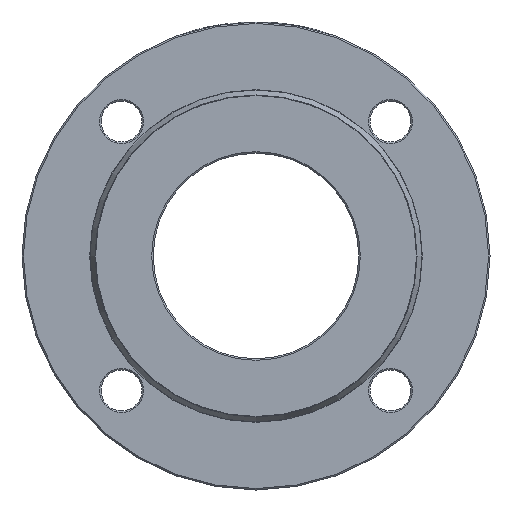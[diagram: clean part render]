
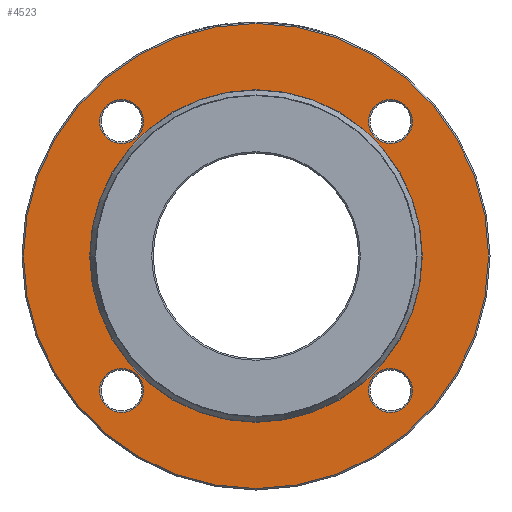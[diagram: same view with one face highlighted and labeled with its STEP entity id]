
A CAD part, left-side view. The second image highlights one B-rep face of the part: STEP entity #4523.
In plain terms, the highlighted planar face has unit normal (-1, 0, 0).
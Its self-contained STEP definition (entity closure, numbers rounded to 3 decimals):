
#37 = DIRECTION ( 'NONE',  ( 0., 0., -1. ) ) ;
#103 = EDGE_LOOP ( 'NONE', ( #2803 ) ) ;
#199 = FACE_BOUND ( 'NONE', #103, .T. ) ;
#215 = DIRECTION ( 'NONE',  ( 0., 1., 0. ) ) ;
#418 = EDGE_LOOP ( 'NONE', ( #4728 ) ) ;
#428 = AXIS2_PLACEMENT_3D ( 'NONE', #2088, #2162, #215 ) ;
#464 = DIRECTION ( 'NONE',  ( 0., 0., -1. ) ) ;
#471 = DIRECTION ( 'NONE',  ( 1., 0., 0. ) ) ;
#544 = CIRCLE ( 'NONE', #3365, 56.848 ) ;
#563 = FACE_OUTER_BOUND ( 'NONE', #1722, .T. ) ;
#682 = VERTEX_POINT ( 'NONE', #4034 ) ;
#763 = VERTEX_POINT ( 'NONE', #2519 ) ;
#770 = DIRECTION ( 'NONE',  ( 1., 0., 0. ) ) ;
#793 = DIRECTION ( 'NONE',  ( 1., 0., 0. ) ) ;
#912 = CARTESIAN_POINT ( 'NONE',  ( 3., 0., 0. ) ) ;
#929 = FACE_BOUND ( 'NONE', #4656, .T. ) ;
#955 = DIRECTION ( 'NONE',  ( 0., 0., -1. ) ) ;
#1017 = CARTESIAN_POINT ( 'NONE',  ( 3., -45.962, 53.462 ) ) ;
#1147 = DIRECTION ( 'NONE',  ( 1., 0., 0. ) ) ;
#1182 = CIRCLE ( 'NONE', #4605, 7.5 ) ;
#1404 = CARTESIAN_POINT ( 'NONE',  ( 3., 0., 0. ) ) ;
#1411 = CIRCLE ( 'NONE', #2176, 79.5 ) ;
#1423 = CARTESIAN_POINT ( 'NONE',  ( 3., 0., -56.848 ) ) ;
#1473 = CARTESIAN_POINT ( 'NONE',  ( 3., 45.962, -53.462 ) ) ;
#1666 = PLANE ( 'NONE',  #3019 ) ;
#1722 = EDGE_LOOP ( 'NONE', ( #4338 ) ) ;
#1756 = EDGE_CURVE ( 'NONE', #1778, #1778, #544, .T. ) ;
#1778 = VERTEX_POINT ( 'NONE', #1423 ) ;
#2015 = AXIS2_PLACEMENT_3D ( 'NONE', #3069, #793, #2240 ) ;
#2088 = CARTESIAN_POINT ( 'NONE',  ( 3., 45.962, 45.962 ) ) ;
#2100 = EDGE_CURVE ( 'NONE', #682, #682, #2642, .T. ) ;
#2159 = CARTESIAN_POINT ( 'NONE',  ( 3., 0., -79.5 ) ) ;
#2162 = DIRECTION ( 'NONE',  ( 1., 0., 0. ) ) ;
#2176 = AXIS2_PLACEMENT_3D ( 'NONE', #1404, #2503, #2526 ) ;
#2191 = VERTEX_POINT ( 'NONE', #1473 ) ;
#2240 = DIRECTION ( 'NONE',  ( 0., 0., 1. ) ) ;
#2434 = ORIENTED_EDGE ( 'NONE', *, *, #1756, .T. ) ;
#2503 = DIRECTION ( 'NONE',  ( -1., 0., 0. ) ) ;
#2519 = CARTESIAN_POINT ( 'NONE',  ( 3., -53.462, -45.962 ) ) ;
#2526 = DIRECTION ( 'NONE',  ( 0., 0., -1. ) ) ;
#2545 = VERTEX_POINT ( 'NONE', #2159 ) ;
#2642 = CIRCLE ( 'NONE', #428, 7.5 ) ;
#2768 = EDGE_CURVE ( 'NONE', #763, #763, #1182, .T. ) ;
#2777 = ORIENTED_EDGE ( 'NONE', *, *, #3175, .T. ) ;
#2803 = ORIENTED_EDGE ( 'NONE', *, *, #2768, .T. ) ;
#2957 = VERTEX_POINT ( 'NONE', #1017 ) ;
#2961 = EDGE_CURVE ( 'NONE', #2545, #2545, #1411, .T. ) ;
#3019 = AXIS2_PLACEMENT_3D ( 'NONE', #3317, #770, #37 ) ;
#3069 = CARTESIAN_POINT ( 'NONE',  ( 3., -45.962, 45.962 ) ) ;
#3087 = EDGE_CURVE ( 'NONE', #2191, #2191, #4100, .T. ) ;
#3099 = FACE_BOUND ( 'NONE', #418, .T. ) ;
#3154 = EDGE_LOOP ( 'NONE', ( #2777 ) ) ;
#3175 = EDGE_CURVE ( 'NONE', #2957, #2957, #3464, .T. ) ;
#3258 = EDGE_LOOP ( 'NONE', ( #3521 ) ) ;
#3317 = CARTESIAN_POINT ( 'NONE',  ( 3., 56.732, 0. ) ) ;
#3365 = AXIS2_PLACEMENT_3D ( 'NONE', #912, #3798, #955 ) ;
#3389 = AXIS2_PLACEMENT_3D ( 'NONE', #3678, #1147, #464 ) ;
#3464 = CIRCLE ( 'NONE', #2015, 7.5 ) ;
#3521 = ORIENTED_EDGE ( 'NONE', *, *, #2100, .T. ) ;
#3678 = CARTESIAN_POINT ( 'NONE',  ( 3., 45.962, -45.962 ) ) ;
#3798 = DIRECTION ( 'NONE',  ( 1., 0., 0. ) ) ;
#3908 = FACE_BOUND ( 'NONE', #3154, .T. ) ;
#4034 = CARTESIAN_POINT ( 'NONE',  ( 3., 53.462, 45.962 ) ) ;
#4100 = CIRCLE ( 'NONE', #3389, 7.5 ) ;
#4138 = CARTESIAN_POINT ( 'NONE',  ( 3., -45.962, -45.962 ) ) ;
#4163 = DIRECTION ( 'NONE',  ( 0., -1., 0. ) ) ;
#4206 = FACE_BOUND ( 'NONE', #3258, .T. ) ;
#4338 = ORIENTED_EDGE ( 'NONE', *, *, #2961, .T. ) ;
#4523 = ADVANCED_FACE ( 'NONE', ( #199, #3908, #4206, #3099, #929, #563 ), #1666, .F. ) ;
#4605 = AXIS2_PLACEMENT_3D ( 'NONE', #4138, #471, #4163 ) ;
#4656 = EDGE_LOOP ( 'NONE', ( #2434 ) ) ;
#4728 = ORIENTED_EDGE ( 'NONE', *, *, #3087, .T. ) ;
